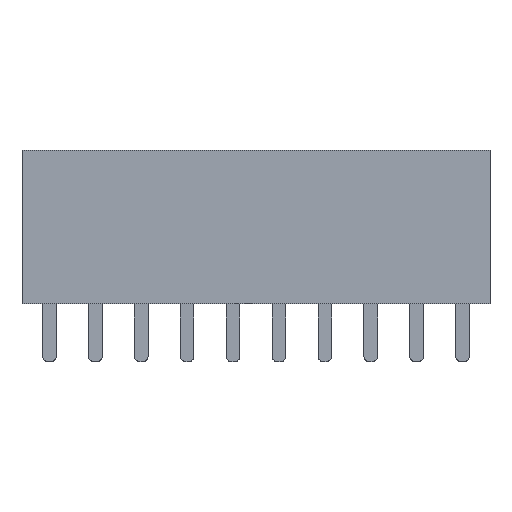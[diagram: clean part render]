
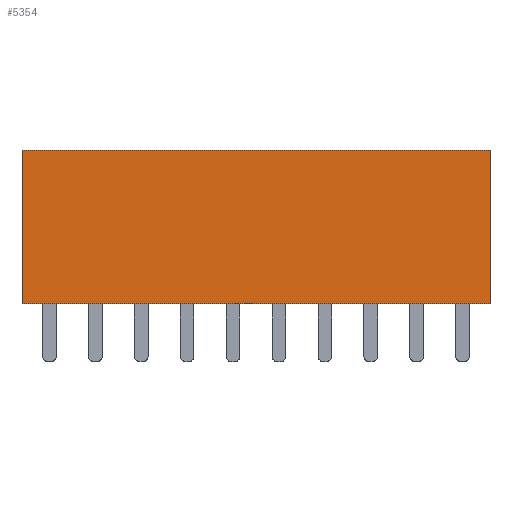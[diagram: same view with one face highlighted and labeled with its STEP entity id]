
A CAD part, top view. The second image highlights one B-rep face of the part: STEP entity #5354.
In plain terms, the highlighted planar face has unit normal (0, 0, 1).
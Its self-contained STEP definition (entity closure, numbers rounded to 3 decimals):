
#531 = CARTESIAN_POINT ( 'NONE',  ( -12.95, 0., 1.27 ) ) ;
#537 = LINE ( 'NONE', #1170, #3676 ) ;
#1021 = EDGE_CURVE ( 'NONE', #4855, #3288, #2698, .T. ) ;
#1055 = CARTESIAN_POINT ( 'NONE',  ( -12.95, 8.5, 1.27 ) ) ;
#1170 = CARTESIAN_POINT ( 'NONE',  ( -12.95, 8.5, 1.27 ) ) ;
#1558 = ORIENTED_EDGE ( 'NONE', *, *, #6910, .T. ) ;
#2118 = FACE_OUTER_BOUND ( 'NONE', #4169, .T. ) ;
#2142 = ORIENTED_EDGE ( 'NONE', *, *, #4187, .F. ) ;
#2303 = CARTESIAN_POINT ( 'NONE',  ( 12.95, 8.5, 1.27 ) ) ;
#2330 = PLANE ( 'NONE',  #6764 ) ;
#2536 = ORIENTED_EDGE ( 'NONE', *, *, #6870, .F. ) ;
#2698 = LINE ( 'NONE', #1055, #3441 ) ;
#2747 = DIRECTION ( 'NONE',  ( 1., 0., 0. ) ) ;
#3100 = VERTEX_POINT ( 'NONE', #2303 ) ;
#3136 = CARTESIAN_POINT ( 'NONE',  ( -12.95, 8.5, 1.27 ) ) ;
#3288 = VERTEX_POINT ( 'NONE', #531 ) ;
#3410 = CARTESIAN_POINT ( 'NONE',  ( 12.95, 0., 1.27 ) ) ;
#3430 = DIRECTION ( 'NONE',  ( 1., 0., 0. ) ) ;
#3441 = VECTOR ( 'NONE', #3846, 1000. ) ;
#3676 = VECTOR ( 'NONE', #2747, 1000. ) ;
#3728 = VECTOR ( 'NONE', #5817, 1000. ) ;
#3846 = DIRECTION ( 'NONE',  ( 0., -1., 0. ) ) ;
#3897 = CARTESIAN_POINT ( 'NONE',  ( -12.95, 0., 1.27 ) ) ;
#3996 = DIRECTION ( 'NONE',  ( 0., 0., -1. ) ) ;
#4169 = EDGE_LOOP ( 'NONE', ( #1558, #2142, #2536, #6082 ) ) ;
#4187 = EDGE_CURVE ( 'NONE', #3100, #5617, #6367, .T. ) ;
#4471 = LINE ( 'NONE', #3897, #6342 ) ;
#4855 = VERTEX_POINT ( 'NONE', #3136 ) ;
#5007 = CARTESIAN_POINT ( 'NONE',  ( -12.95, 8.5, 1.27 ) ) ;
#5354 = ADVANCED_FACE ( 'NONE', ( #2118 ), #2330, .F. ) ;
#5617 = VERTEX_POINT ( 'NONE', #3410 ) ;
#5817 = DIRECTION ( 'NONE',  ( 0., -1., 0. ) ) ;
#6082 = ORIENTED_EDGE ( 'NONE', *, *, #1021, .T. ) ;
#6342 = VECTOR ( 'NONE', #3430, 1000. ) ;
#6367 = LINE ( 'NONE', #6407, #3728 ) ;
#6407 = CARTESIAN_POINT ( 'NONE',  ( 12.95, 8.5, 1.27 ) ) ;
#6704 = DIRECTION ( 'NONE',  ( -1., 0., 0. ) ) ;
#6764 = AXIS2_PLACEMENT_3D ( 'NONE', #5007, #3996, #6704 ) ;
#6870 = EDGE_CURVE ( 'NONE', #4855, #3100, #537, .T. ) ;
#6910 = EDGE_CURVE ( 'NONE', #3288, #5617, #4471, .T. ) ;
